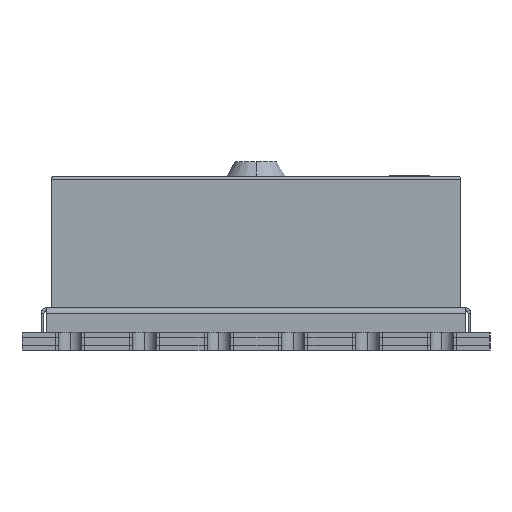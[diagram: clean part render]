
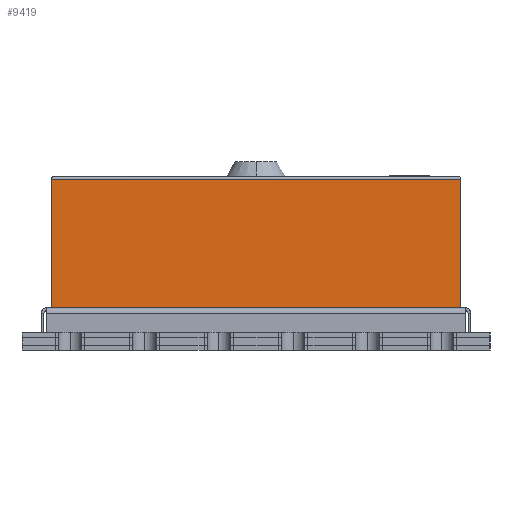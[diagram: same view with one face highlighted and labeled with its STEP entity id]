
A CAD part, left-side view. The second image highlights one B-rep face of the part: STEP entity #9419.
In plain terms, the highlighted planar face has unit normal (-1, 0, 0).
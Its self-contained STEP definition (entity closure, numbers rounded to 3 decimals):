
#79 = EDGE_CURVE ( 'NONE', #1670, #12036, #4707, .T. ) ;
#350 = EDGE_CURVE ( 'NONE', #15297, #4514, #20717, .T. ) ;
#419 = CARTESIAN_POINT ( 'NONE',  ( -7., -7., 5.55 ) ) ;
#1052 = CARTESIAN_POINT ( 'NONE',  ( -7., 7., 5.65 ) ) ;
#1518 = CARTESIAN_POINT ( 'NONE',  ( -7., 7., 1.15 ) ) ;
#1670 = VERTEX_POINT ( 'NONE', #1518 ) ;
#1947 = CARTESIAN_POINT ( 'NONE',  ( -7., -7., 1.15 ) ) ;
#2059 = LINE ( 'NONE', #3553, #4799 ) ;
#2644 = LINE ( 'NONE', #1052, #5355 ) ;
#2692 = CARTESIAN_POINT ( 'NONE',  ( -7., 7., 5.65 ) ) ;
#3447 = VECTOR ( 'NONE', #17370, 1000. ) ;
#3553 = CARTESIAN_POINT ( 'NONE',  ( -7., -7., 5.65 ) ) ;
#3838 = EDGE_LOOP ( 'NONE', ( #15479, #17638, #19751, #19817 ) ) ;
#4302 = EDGE_CURVE ( 'NONE', #4514, #1670, #2644, .T. ) ;
#4514 = VERTEX_POINT ( 'NONE', #11921 ) ;
#4707 = LINE ( 'NONE', #6347, #14834 ) ;
#4799 = VECTOR ( 'NONE', #6911, 1000. ) ;
#5355 = VECTOR ( 'NONE', #21138, 1000. ) ;
#6347 = CARTESIAN_POINT ( 'NONE',  ( -7., 7., 1.15 ) ) ;
#6911 = DIRECTION ( 'NONE',  ( 0., 0., -1. ) ) ;
#8806 = AXIS2_PLACEMENT_3D ( 'NONE', #2692, #17409, #12446 ) ;
#9419 = ADVANCED_FACE ( 'NONE', ( #11887 ), #12119, .F. ) ;
#11312 = DIRECTION ( 'NONE',  ( 0., -1., 0. ) ) ;
#11887 = FACE_OUTER_BOUND ( 'NONE', #3838, .T. ) ;
#11921 = CARTESIAN_POINT ( 'NONE',  ( -7., 7., 5.55 ) ) ;
#12036 = VERTEX_POINT ( 'NONE', #1947 ) ;
#12119 = PLANE ( 'NONE',  #8806 ) ;
#12446 = DIRECTION ( 'NONE',  ( 0., 1., 0. ) ) ;
#12587 = CARTESIAN_POINT ( 'NONE',  ( -7., 7., 5.55 ) ) ;
#12603 = EDGE_CURVE ( 'NONE', #15297, #12036, #2059, .T. ) ;
#14834 = VECTOR ( 'NONE', #11312, 1000. ) ;
#15297 = VERTEX_POINT ( 'NONE', #419 ) ;
#15479 = ORIENTED_EDGE ( 'NONE', *, *, #12603, .F. ) ;
#17370 = DIRECTION ( 'NONE',  ( 0., 1., 0. ) ) ;
#17409 = DIRECTION ( 'NONE',  ( 1., 0., 0. ) ) ;
#17638 = ORIENTED_EDGE ( 'NONE', *, *, #350, .T. ) ;
#19751 = ORIENTED_EDGE ( 'NONE', *, *, #4302, .T. ) ;
#19817 = ORIENTED_EDGE ( 'NONE', *, *, #79, .T. ) ;
#20717 = LINE ( 'NONE', #12587, #3447 ) ;
#21138 = DIRECTION ( 'NONE',  ( 0., 0., -1. ) ) ;
